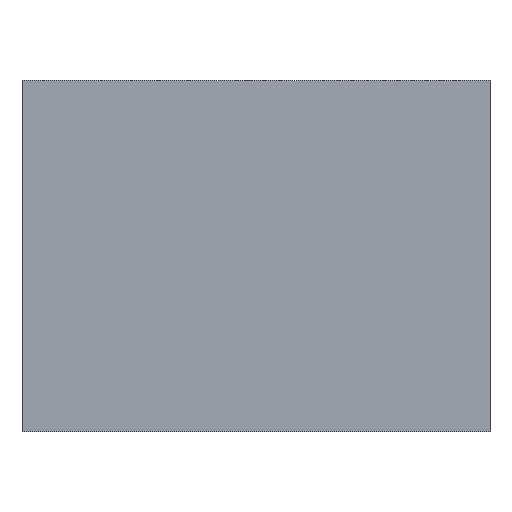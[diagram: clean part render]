
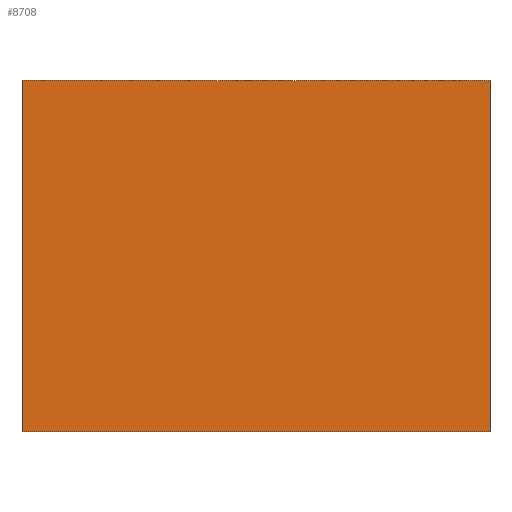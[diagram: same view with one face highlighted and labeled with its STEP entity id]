
A CAD part, front view. The second image highlights one B-rep face of the part: STEP entity #8708.
In plain terms, the highlighted planar face has unit normal (0, -1, 0).
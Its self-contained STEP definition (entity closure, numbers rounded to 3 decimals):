
#947=FACE_OUTER_BOUND('',#1432,.T.);
#1432=EDGE_LOOP('',(#7562,#7563,#7564,#7565));
#1910=LINE('',#13259,#2805);
#2345=LINE('',#14569,#3240);
#2350=LINE('',#14578,#3245);
#2351=LINE('',#14579,#3246);
#2805=VECTOR('',#9938,10.);
#3240=VECTOR('',#11045,10.);
#3245=VECTOR('',#11056,10.);
#3246=VECTOR('',#11057,10.);
#3647=VERTEX_POINT('',#13252);
#3650=VERTEX_POINT('',#13257);
#4060=VERTEX_POINT('',#14566);
#4061=VERTEX_POINT('',#14568);
#4666=EDGE_CURVE('',#3647,#3650,#1910,.T.);
#5241=EDGE_CURVE('',#4060,#4061,#2345,.T.);
#5246=EDGE_CURVE('',#4060,#3647,#2350,.T.);
#5247=EDGE_CURVE('',#4061,#3650,#2351,.T.);
#7562=ORIENTED_EDGE('',*,*,#5246,.T.);
#7563=ORIENTED_EDGE('',*,*,#4666,.T.);
#7564=ORIENTED_EDGE('',*,*,#5247,.F.);
#7565=ORIENTED_EDGE('',*,*,#5241,.F.);
#7915=PLANE('',#9202);
#8708=ADVANCED_FACE('',(#947),#7915,.T.);
#9202=AXIS2_PLACEMENT_3D('',#14577,#11054,#11055);
#9938=DIRECTION('',(0.,0.,1.));
#11045=DIRECTION('',(0.,0.,1.));
#11054=DIRECTION('center_axis',(0.,-1.,0.));
#11055=DIRECTION('ref_axis',(1.,0.,0.));
#11056=DIRECTION('',(1.,0.,0.));
#11057=DIRECTION('',(1.,0.,0.));
#13252=CARTESIAN_POINT('',(50.8,0.,0.));
#13257=CARTESIAN_POINT('',(50.8,0.,38.1));
#13259=CARTESIAN_POINT('',(50.8,0.,0.));
#14566=CARTESIAN_POINT('',(0.,0.,0.));
#14568=CARTESIAN_POINT('',(0.,0.,38.1));
#14569=CARTESIAN_POINT('',(0.,0.,0.));
#14577=CARTESIAN_POINT('Origin',(0.,0.,0.));
#14578=CARTESIAN_POINT('',(0.,0.,0.));
#14579=CARTESIAN_POINT('',(0.,0.,38.1));
